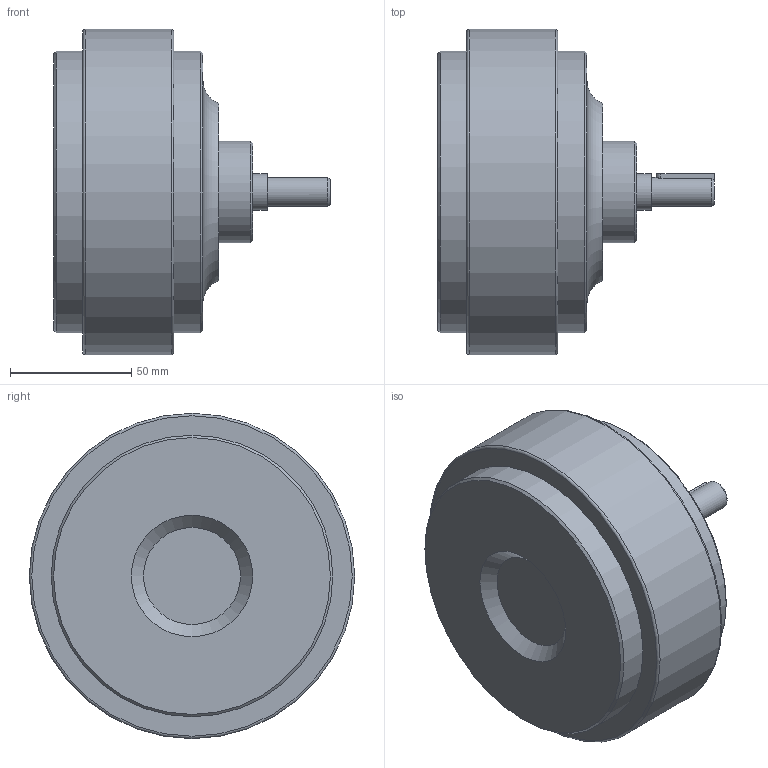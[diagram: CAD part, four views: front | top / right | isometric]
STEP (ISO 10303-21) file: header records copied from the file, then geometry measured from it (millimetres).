
FILE_DESCRIPTION (( 'STEP AP203' ), '1' );
FILE_NAME ('954-25-03-0006.STEP', '2023-09-04T06:12:27', ( 'Magtroladmin' ), ( '' ), 'SwSTEP 2.0', 'SolidWorks 2023', '' );
FILE_SCHEMA (( 'CONFIG_CONTROL_DESIGN' ));
Length unit declared in the file: millimetre
Products named in the file (1): 954-25-03-0006
Bounding box: 114 x 134 x 134 mm (x, y, z)
Volume: 827271.1 mm3; surface area: 57320.2 mm2
Topology: 1 solids, 1 shells, 41 faces, 84 edges, 52 vertices
Faces by surface type: cylinder 14, cone 12, plane 12, torus 3
Full cylindrical faces by diameter (mm): 4.2 x7, 12 x1, 15 x1, 42 x1, 116 x2, 134 x1
Entity records: 976 total; most frequent: CARTESIAN_POINT 168, DIRECTION 167, ORIENTED_EDGE 98, AXIS2_PLACEMENT_3D 79, EDGE_LOOP 75, FACE_OUTER_BOUND 57, EDGE_CURVE 49, VERTEX_POINT 44
